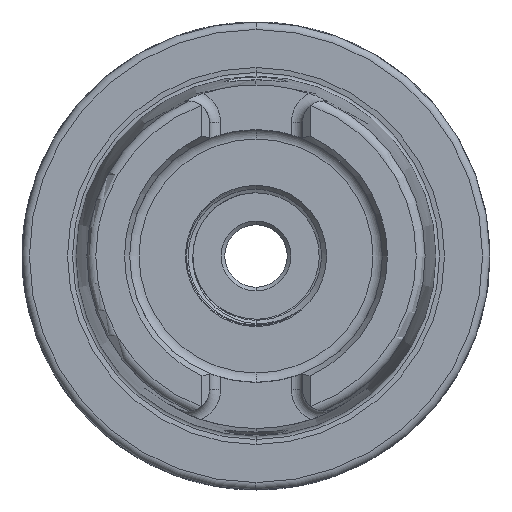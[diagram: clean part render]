
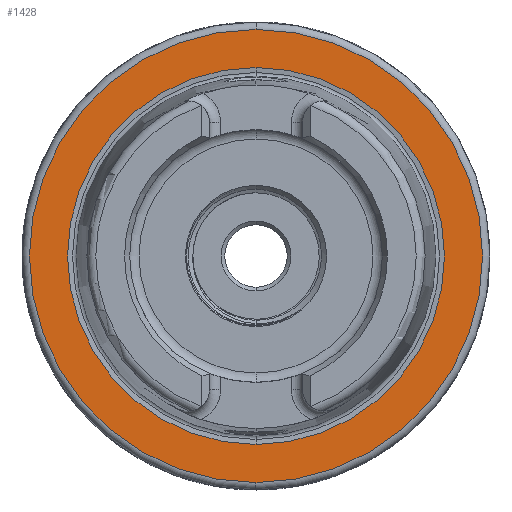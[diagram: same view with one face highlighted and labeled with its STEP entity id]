
A CAD part, left-side view. The second image highlights one B-rep face of the part: STEP entity #1428.
In plain terms, the highlighted planar face has unit normal (-1, 0, 0).
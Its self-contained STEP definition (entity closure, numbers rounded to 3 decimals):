
#1428 = ADVANCED_FACE ( 'NONE', ( #11129, #11123 ), #20766, .T. ) ;
#1787 = CARTESIAN_POINT ( 'NONE',  ( 0., 0., -30.5 ) ) ;
#1799 = CARTESIAN_POINT ( 'NONE',  ( 0., 0., -25.369 ) ) ;
#1853 = CARTESIAN_POINT ( 'NONE',  ( 0., 0., 25.369 ) ) ;
#1939 = CARTESIAN_POINT ( 'NONE',  ( 0., 0., 30.5 ) ) ;
#5842 = DIRECTION ( 'NONE',  ( 0., 0., 1. ) ) ;
#5850 = CARTESIAN_POINT ( 'NONE',  ( 0., 0., 0. ) ) ;
#5867 = DIRECTION ( 'NONE',  ( -1., 0., 0. ) ) ;
#5955 = CARTESIAN_POINT ( 'NONE',  ( 0., 0., 0. ) ) ;
#5957 = DIRECTION ( 'NONE',  ( 1., 0., 0. ) ) ;
#5974 = DIRECTION ( 'NONE',  ( 0., 0., -1. ) ) ;
#10420 = ORIENTED_EDGE ( 'NONE', *, *, #12764, .T. ) ;
#10490 = ORIENTED_EDGE ( 'NONE', *, *, #12765, .T. ) ;
#10532 = ORIENTED_EDGE ( 'NONE', *, *, #12991, .T. ) ;
#10560 = ORIENTED_EDGE ( 'NONE', *, *, #12978, .T. ) ;
#11123 = FACE_BOUND ( 'NONE', #13809, .T. ) ;
#11129 = FACE_OUTER_BOUND ( 'NONE', #13790, .T. ) ;
#11799 = CIRCLE ( 'NONE', #16758, 25.369 ) ;
#11811 = CIRCLE ( 'NONE', #16742, 30.5 ) ;
#12281 = CIRCLE ( 'NONE', #16802, 30.5 ) ;
#12356 = CIRCLE ( 'NONE', #16805, 25.369 ) ;
#12654 = AXIS2_PLACEMENT_3D ( 'NONE', #20671, #19387, #19351 ) ;
#12764 = EDGE_CURVE ( 'NONE', #15844, #15865, #11799, .T. ) ;
#12765 = EDGE_CURVE ( 'NONE', #15840, #16576, #11811, .T. ) ;
#12978 = EDGE_CURVE ( 'NONE', #16576, #15840, #12281, .T. ) ;
#12991 = EDGE_CURVE ( 'NONE', #15865, #15844, #12356, .T. ) ;
#13790 = EDGE_LOOP ( 'NONE', ( #10560, #10490 ) ) ;
#13809 = EDGE_LOOP ( 'NONE', ( #10532, #10420 ) ) ;
#15840 = VERTEX_POINT ( 'NONE', #1787 ) ;
#15844 = VERTEX_POINT ( 'NONE', #1799 ) ;
#15865 = VERTEX_POINT ( 'NONE', #1853 ) ;
#16576 = VERTEX_POINT ( 'NONE', #1939 ) ;
#16742 = AXIS2_PLACEMENT_3D ( 'NONE', #27491, #27471, #27486 ) ;
#16758 = AXIS2_PLACEMENT_3D ( 'NONE', #27428, #27448, #27489 ) ;
#16802 = AXIS2_PLACEMENT_3D ( 'NONE', #5850, #5867, #5842 ) ;
#16805 = AXIS2_PLACEMENT_3D ( 'NONE', #5955, #5957, #5974 ) ;
#19351 = DIRECTION ( 'NONE',  ( 0., 0., 1. ) ) ;
#19387 = DIRECTION ( 'NONE',  ( -1., 0., 0. ) ) ;
#20671 = CARTESIAN_POINT ( 'NONE',  ( 0., 25.369, 0. ) ) ;
#20766 = PLANE ( 'NONE',  #12654 ) ;
#27428 = CARTESIAN_POINT ( 'NONE',  ( 0., 0., 0. ) ) ;
#27448 = DIRECTION ( 'NONE',  ( 1., 0., 0. ) ) ;
#27471 = DIRECTION ( 'NONE',  ( -1., 0., 0. ) ) ;
#27486 = DIRECTION ( 'NONE',  ( 0., 0., 1. ) ) ;
#27489 = DIRECTION ( 'NONE',  ( 0., 0., -1. ) ) ;
#27491 = CARTESIAN_POINT ( 'NONE',  ( 0., 0., 0. ) ) ;
